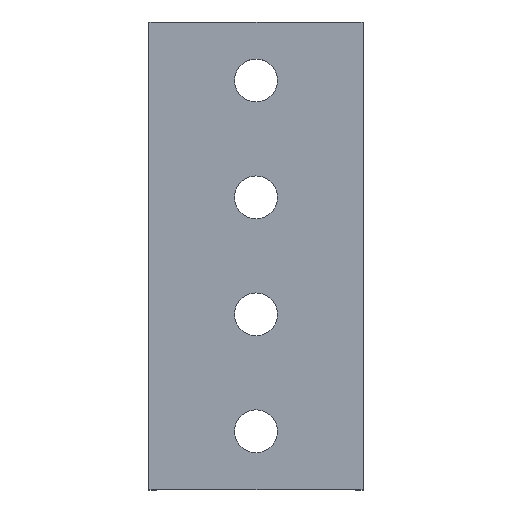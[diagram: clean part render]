
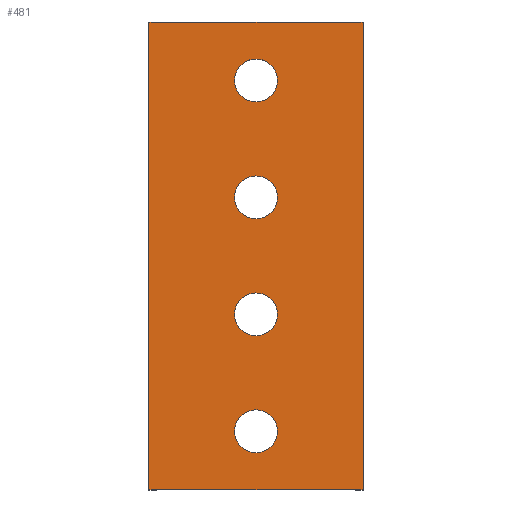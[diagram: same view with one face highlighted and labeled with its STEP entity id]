
A CAD part, top view. The second image highlights one B-rep face of the part: STEP entity #481.
In plain terms, the highlighted planar face has unit normal (0, 0, 1).
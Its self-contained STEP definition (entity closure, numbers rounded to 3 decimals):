
#1 = ORIENTED_EDGE ( 'NONE', *, *, #402, .F. ) ;
#5 = CARTESIAN_POINT ( 'NONE',  ( 5.5, -15., 0. ) ) ;
#33 = VERTEX_POINT ( 'NONE', #236 ) ;
#35 = VECTOR ( 'NONE', #734, 1000. ) ;
#47 = FACE_OUTER_BOUND ( 'NONE', #317, .T. ) ;
#53 = DIRECTION ( 'NONE',  ( -1., 0., 0. ) ) ;
#56 = EDGE_CURVE ( 'NONE', #894, #33, #606, .T. ) ;
#62 = EDGE_LOOP ( 'NONE', ( #165 ) ) ;
#94 = ORIENTED_EDGE ( 'NONE', *, *, #412, .F. ) ;
#99 = LINE ( 'NONE', #896, #507 ) ;
#121 = VECTOR ( 'NONE', #747, 1000. ) ;
#122 = CIRCLE ( 'NONE', #930, 5.5 ) ;
#131 = CARTESIAN_POINT ( 'NONE',  ( -27.5, 0., 0. ) ) ;
#132 = CARTESIAN_POINT ( 'NONE',  ( 0., -105., 0. ) ) ;
#140 = CARTESIAN_POINT ( 'NONE',  ( -27.5, 0., 0. ) ) ;
#157 = AXIS2_PLACEMENT_3D ( 'NONE', #784, #324, #856 ) ;
#165 = ORIENTED_EDGE ( 'NONE', *, *, #964, .F. ) ;
#168 = PLANE ( 'NONE',  #157 ) ;
#170 = EDGE_LOOP ( 'NONE', ( #966 ) ) ;
#176 = ORIENTED_EDGE ( 'NONE', *, *, #242, .T. ) ;
#185 = EDGE_CURVE ( 'NONE', #914, #914, #398, .T. ) ;
#190 = ORIENTED_EDGE ( 'NONE', *, *, #654, .F. ) ;
#217 = DIRECTION ( 'NONE',  ( 1., 0., 0. ) ) ;
#228 = CARTESIAN_POINT ( 'NONE',  ( 25.5, -120., 0. ) ) ;
#229 = ORIENTED_EDGE ( 'NONE', *, *, #394, .T. ) ;
#236 = CARTESIAN_POINT ( 'NONE',  ( 25.5, 0., 0. ) ) ;
#242 = EDGE_CURVE ( 'NONE', #426, #532, #935, .T. ) ;
#267 = CARTESIAN_POINT ( 'NONE',  ( 27.5, 0., 0. ) ) ;
#268 = LINE ( 'NONE', #506, #35 ) ;
#272 = DIRECTION ( 'NONE',  ( 0., 0., 1. ) ) ;
#282 = ORIENTED_EDGE ( 'NONE', *, *, #453, .T. ) ;
#284 = LINE ( 'NONE', #781, #641 ) ;
#288 = CARTESIAN_POINT ( 'NONE',  ( -27.5, 0., 0. ) ) ;
#295 = VERTEX_POINT ( 'NONE', #5 ) ;
#303 = DIRECTION ( 'NONE',  ( 1., 0., 0. ) ) ;
#317 = EDGE_LOOP ( 'NONE', ( #366, #176, #229, #658, #282, #94, #190, #374 ) ) ;
#324 = DIRECTION ( 'NONE',  ( 0., 0., 1. ) ) ;
#332 = VECTOR ( 'NONE', #743, 1000. ) ;
#337 = AXIS2_PLACEMENT_3D ( 'NONE', #132, #670, #217 ) ;
#340 = EDGE_CURVE ( 'NONE', #426, #33, #579, .T. ) ;
#366 = ORIENTED_EDGE ( 'NONE', *, *, #340, .F. ) ;
#374 = ORIENTED_EDGE ( 'NONE', *, *, #56, .T. ) ;
#375 = CARTESIAN_POINT ( 'NONE',  ( -25.5, 0., 0. ) ) ;
#382 = DIRECTION ( 'NONE',  ( 0., 0., 1. ) ) ;
#394 = EDGE_CURVE ( 'NONE', #532, #675, #735, .T. ) ;
#398 = CIRCLE ( 'NONE', #560, 5.5 ) ;
#402 = EDGE_CURVE ( 'NONE', #701, #701, #925, .T. ) ;
#412 = EDGE_CURVE ( 'NONE', #789, #441, #712, .T. ) ;
#415 = VECTOR ( 'NONE', #791, 1000. ) ;
#426 = VERTEX_POINT ( 'NONE', #375 ) ;
#438 = VERTEX_POINT ( 'NONE', #759 ) ;
#441 = VERTEX_POINT ( 'NONE', #228 ) ;
#452 = DIRECTION ( 'NONE',  ( 0., 0., 1. ) ) ;
#453 = EDGE_CURVE ( 'NONE', #438, #441, #99, .T. ) ;
#475 = CARTESIAN_POINT ( 'NONE',  ( -27.5, -120., 0. ) ) ;
#481 = ADVANCED_FACE ( 'NONE', ( #662, #865, #47, #846, #640 ), #168, .T. ) ;
#491 = CARTESIAN_POINT ( 'NONE',  ( -27.5, 0., 0. ) ) ;
#500 = VECTOR ( 'NONE', #53, 1000. ) ;
#506 = CARTESIAN_POINT ( 'NONE',  ( -27.5, -120., 0. ) ) ;
#507 = VECTOR ( 'NONE', #303, 1000. ) ;
#532 = VERTEX_POINT ( 'NONE', #140 ) ;
#536 = CARTESIAN_POINT ( 'NONE',  ( 5.5, -45., 0. ) ) ;
#554 = EDGE_CURVE ( 'NONE', #295, #295, #122, .T. ) ;
#560 = AXIS2_PLACEMENT_3D ( 'NONE', #889, #452, #956 ) ;
#579 = LINE ( 'NONE', #491, #762 ) ;
#583 = CARTESIAN_POINT ( 'NONE',  ( 27.5, -120., 0. ) ) ;
#606 = LINE ( 'NONE', #612, #415 ) ;
#612 = CARTESIAN_POINT ( 'NONE',  ( 25.5, 0., 0. ) ) ;
#638 = AXIS2_PLACEMENT_3D ( 'NONE', #837, #382, #902 ) ;
#640 = FACE_BOUND ( 'NONE', #833, .T. ) ;
#641 = VECTOR ( 'NONE', #855, 1000. ) ;
#648 = DIRECTION ( 'NONE',  ( 1., 0., 0. ) ) ;
#653 = ORIENTED_EDGE ( 'NONE', *, *, #185, .F. ) ;
#654 = EDGE_CURVE ( 'NONE', #894, #789, #284, .T. ) ;
#658 = ORIENTED_EDGE ( 'NONE', *, *, #771, .F. ) ;
#662 = FACE_BOUND ( 'NONE', #62, .T. ) ;
#670 = DIRECTION ( 'NONE',  ( 0., 0., 1. ) ) ;
#675 = VERTEX_POINT ( 'NONE', #475 ) ;
#684 = CARTESIAN_POINT ( 'NONE',  ( 5.5, -75., 0. ) ) ;
#701 = VERTEX_POINT ( 'NONE', #904 ) ;
#712 = LINE ( 'NONE', #957, #121 ) ;
#724 = CARTESIAN_POINT ( 'NONE',  ( 0., -15., 0. ) ) ;
#734 = DIRECTION ( 'NONE',  ( -1., 0., 0. ) ) ;
#735 = LINE ( 'NONE', #288, #332 ) ;
#743 = DIRECTION ( 'NONE',  ( 0., -1., 0. ) ) ;
#747 = DIRECTION ( 'NONE',  ( -1., 0., 0. ) ) ;
#759 = CARTESIAN_POINT ( 'NONE',  ( -25.5, -120., 0. ) ) ;
#762 = VECTOR ( 'NONE', #648, 1000. ) ;
#771 = EDGE_CURVE ( 'NONE', #438, #675, #268, .T. ) ;
#781 = CARTESIAN_POINT ( 'NONE',  ( 27.5, 0., 0. ) ) ;
#784 = CARTESIAN_POINT ( 'NONE',  ( -27.5, -120., 0. ) ) ;
#789 = VERTEX_POINT ( 'NONE', #583 ) ;
#791 = DIRECTION ( 'NONE',  ( -1., 0., 0. ) ) ;
#799 = CIRCLE ( 'NONE', #638, 5.5 ) ;
#808 = DIRECTION ( 'NONE',  ( 1., 0., 0. ) ) ;
#809 = EDGE_LOOP ( 'NONE', ( #653 ) ) ;
#833 = EDGE_LOOP ( 'NONE', ( #1 ) ) ;
#837 = CARTESIAN_POINT ( 'NONE',  ( 0., -45., 0. ) ) ;
#846 = FACE_BOUND ( 'NONE', #809, .T. ) ;
#855 = DIRECTION ( 'NONE',  ( 0., -1., 0. ) ) ;
#856 = DIRECTION ( 'NONE',  ( 1., 0., 0. ) ) ;
#865 = FACE_BOUND ( 'NONE', #170, .T. ) ;
#870 = VERTEX_POINT ( 'NONE', #536 ) ;
#889 = CARTESIAN_POINT ( 'NONE',  ( 0., -75., 0. ) ) ;
#894 = VERTEX_POINT ( 'NONE', #267 ) ;
#896 = CARTESIAN_POINT ( 'NONE',  ( -27.5, -120., 0. ) ) ;
#902 = DIRECTION ( 'NONE',  ( 1., 0., 0. ) ) ;
#904 = CARTESIAN_POINT ( 'NONE',  ( 5.5, -105., 0. ) ) ;
#914 = VERTEX_POINT ( 'NONE', #684 ) ;
#925 = CIRCLE ( 'NONE', #337, 5.5 ) ;
#930 = AXIS2_PLACEMENT_3D ( 'NONE', #724, #272, #808 ) ;
#935 = LINE ( 'NONE', #131, #500 ) ;
#956 = DIRECTION ( 'NONE',  ( 1., 0., 0. ) ) ;
#957 = CARTESIAN_POINT ( 'NONE',  ( 25.5, -120., 0. ) ) ;
#964 = EDGE_CURVE ( 'NONE', #870, #870, #799, .T. ) ;
#966 = ORIENTED_EDGE ( 'NONE', *, *, #554, .F. ) ;
